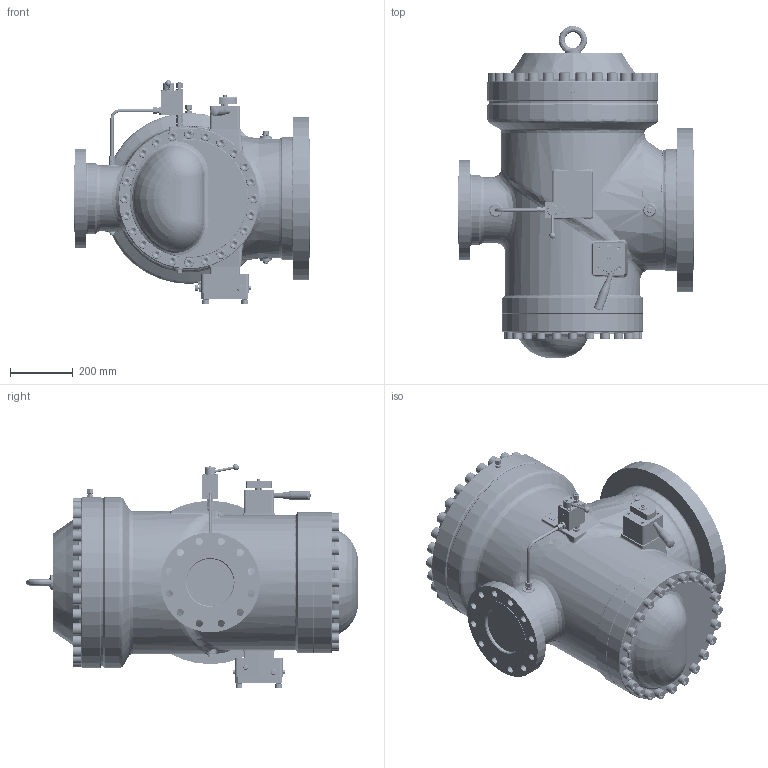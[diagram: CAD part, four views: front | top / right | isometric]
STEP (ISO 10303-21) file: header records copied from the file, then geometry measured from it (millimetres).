
FILE_DESCRIPTION (( 'STEP AP214' ), '1' );
FILE_NAME ('HON 503a_150-300.STEP', '2017-03-02T12:19:26', ( '' ), ( '' ), 'SwSTEP 2.0', 'SolidWorks 2015', '' );
FILE_SCHEMA (( 'AUTOMOTIVE_DESIGN' ));
Length unit declared in the file: millimetre
Products named in the file (1): HON 503a_150-300
Bounding box: 750 x 1058 x 713.54 mm (x, y, z)
Volume: 187120180.8 mm3; surface area: 3501843.3 mm2
Topology: 76 solids, 76 shells, 4222 faces, 9936 edges, 5990 vertices
Faces by surface type: plane 1738, cylinder 1116, cone 817, bspline 543, sphere 4, torus 4
Entity records: 202967 total; most frequent: CARTESIAN_POINT 99884, DIRECTION 20092, ORIENTED_EDGE 19534, EDGE_CURVE 9767, AXIS2_PLACEMENT_3D 7973, VERTEX_POINT 5988, EDGE_LOOP 4657, CIRCLE 4293
